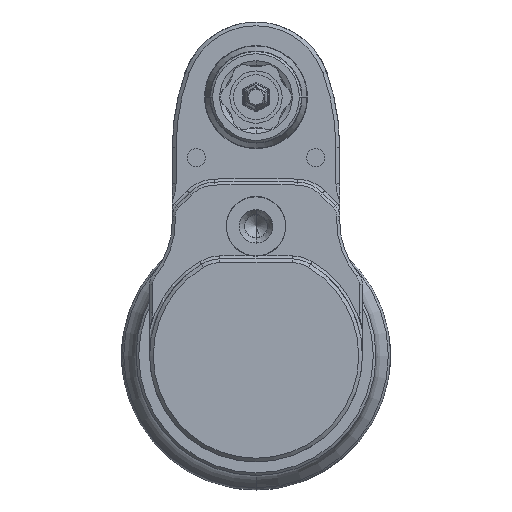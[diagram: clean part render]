
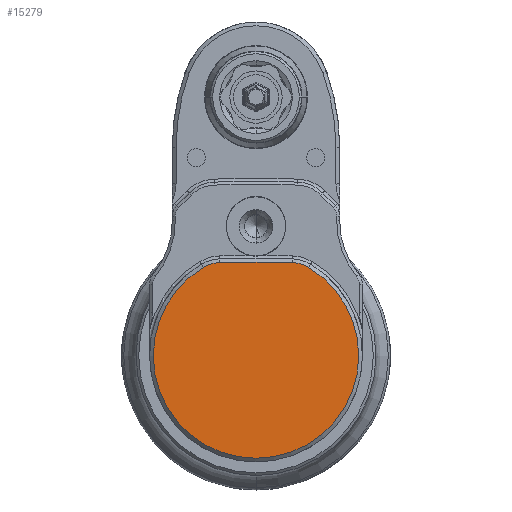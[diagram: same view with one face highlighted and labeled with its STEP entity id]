
A CAD part, front view. The second image highlights one B-rep face of the part: STEP entity #15279.
In plain terms, the highlighted planar face has unit normal (0, -1, 0).
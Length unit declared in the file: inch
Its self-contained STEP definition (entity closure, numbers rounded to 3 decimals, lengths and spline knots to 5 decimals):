
#902=CARTESIAN_POINT('',(0.,-0.40945,-1.3622));
#903=DIRECTION('',(0.,1.,0.));
#904=DIRECTION('',(0.513,0.,0.859));
#905=AXIS2_PLACEMENT_3D('',#902,#903,#904);
#907=CARTESIAN_POINT('',(-0.18667,-0.40945,
-1.04951));
#908=DIRECTION('',(0.,1.,0.));
#909=DIRECTION('',(-0.513,0.,0.859));
#910=AXIS2_PLACEMENT_3D('',#907,#908,#909);
#912=CARTESIAN_POINT('',(0.,-0.40945,
-8.72441));
#913=DIRECTION('',(0.,1.,0.));
#914=DIRECTION('',(-0.024,0.,1.));
#915=AXIS2_PLACEMENT_3D('',#912,#913,#914);
#917=CARTESIAN_POINT('',(0.18667,-0.40945,
-1.04951));
#918=DIRECTION('',(0.,1.,0.));
#919=DIRECTION('',(0.024,0.,1.));
#920=AXIS2_PLACEMENT_3D('',#917,#918,#919);
#13309=CARTESIAN_POINT('',(0.27749,-0.40945,
-0.89739));
#13310=CARTESIAN_POINT('',(-0.27749,-0.40945,
-0.89739));
#13311=VERTEX_POINT('',#13309);
#13312=VERTEX_POINT('',#13310);
#13315=CARTESIAN_POINT('',(-0.19098,-0.40945,
-0.8724));
#13316=VERTEX_POINT('',#13315);
#13319=CARTESIAN_POINT('',(0.19098,-0.40945,
-0.8724));
#13320=VERTEX_POINT('',#13319);
#15268=CARTESIAN_POINT('',(0.,-0.40945,-1.3622));
#15269=DIRECTION('',(0.,-1.,0.));
#15270=DIRECTION('',(0.,0.,-1.));
#15271=AXIS2_PLACEMENT_3D('',#15268,#15269,#15270);
#15272=PLANE('',#15271);
#15273=ORIENTED_EDGE('',*,*,#15163,.T.);
#15274=ORIENTED_EDGE('',*,*,#15178,.T.);
#15275=ORIENTED_EDGE('',*,*,#15262,.T.);
#15276=ORIENTED_EDGE('',*,*,#15148,.T.);
#15277=EDGE_LOOP('',(#15273,#15274,#15275,#15276));
#15278=FACE_OUTER_BOUND('',#15277,.F.);
#15279=ADVANCED_FACE('',(#15278),#15272,.T.);
#906=CIRCLE('',#905,0.54134);
#911=CIRCLE('',#910,0.17717);
#916=CIRCLE('',#915,7.85433);
#921=CIRCLE('',#920,0.17717);
#15148=EDGE_CURVE('',#13320,#13311,#921,.T.);
#15163=EDGE_CURVE('',#13311,#13312,#906,.T.);
#15178=EDGE_CURVE('',#13312,#13316,#911,.T.);
#15262=EDGE_CURVE('',#13316,#13320,#916,.T.);
